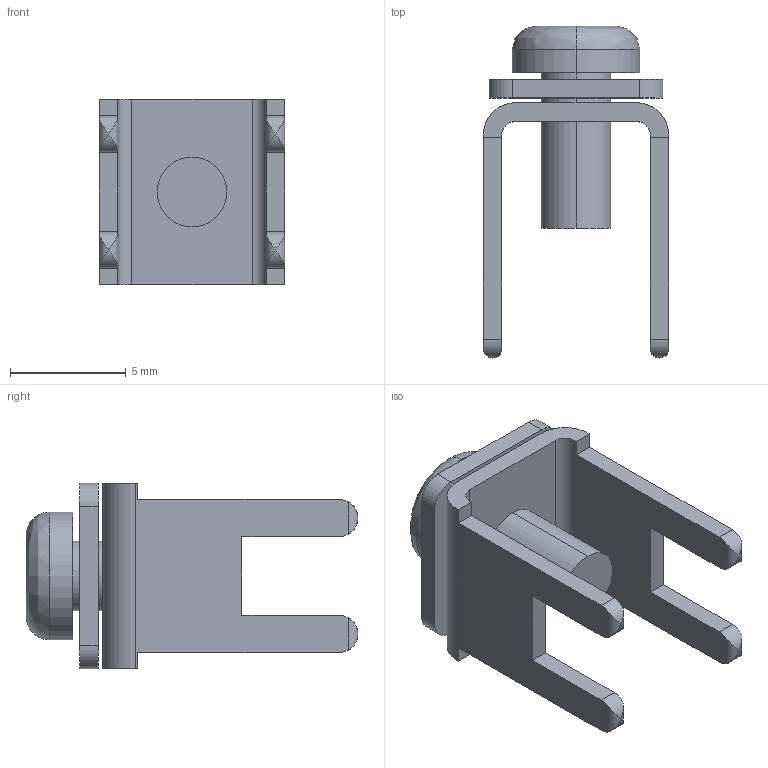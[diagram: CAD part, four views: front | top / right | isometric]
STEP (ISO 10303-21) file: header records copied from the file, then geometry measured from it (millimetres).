
FILE_DESCRIPTION (( 'STEP AP214' ), '1' );
FILE_NAME ('User Library-K14 Tin.STEP', '2018-09-27T21:31:20', ( '' ), ( '' ), 'SwSTEP 2.0', 'SolidWorks 2018', '' );
FILE_SCHEMA (( 'AUTOMOTIVE_DESIGN' ));
Length unit declared in the file: millimetre
Products named in the file (1): User Library-K14 Tin
Bounding box: 8 x 14.31 x 8 mm (x, y, z)
Volume: 251.5 mm3; surface area: 637.6 mm2
Topology: 1 solids, 1 shells, 77 faces, 196 edges, 127 vertices
Faces by surface type: plane 43, cylinder 32, bspline 2
Entity records: 2466 total; most frequent: CARTESIAN_POINT 567, ORIENTED_EDGE 392, DIRECTION 380, EDGE_CURVE 196, VECTOR 128, LINE 128, VERTEX_POINT 127, AXIS2_PLACEMENT_3D 126
